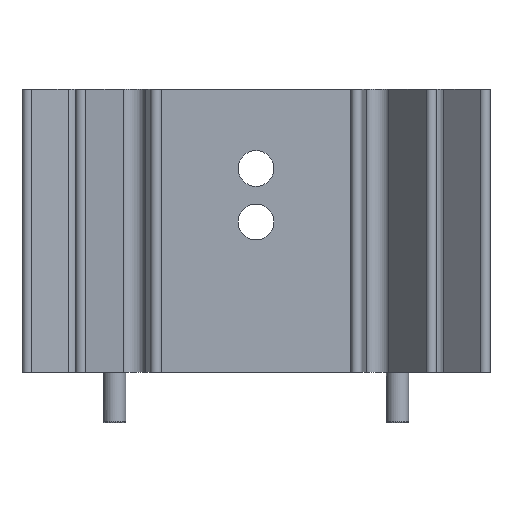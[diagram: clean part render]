
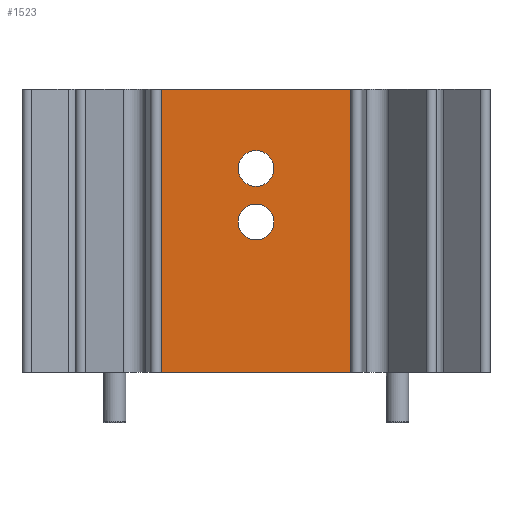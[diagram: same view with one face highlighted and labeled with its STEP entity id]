
A CAD part, front view. The second image highlights one B-rep face of the part: STEP entity #1523.
In plain terms, the highlighted planar face has unit normal (0, -1, 0).
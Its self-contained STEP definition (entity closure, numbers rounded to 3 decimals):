
#123=CARTESIAN_POINT('',(22.6,11.6,18.3));
#124=VERTEX_POINT('',#123);
#125=CARTESIAN_POINT('',(21.0,11.6,18.3));
#126=DIRECTION('',(0.0,1.0,0.0));
#127=DIRECTION('',(-1.0,0.0,0.0));
#128=AXIS2_PLACEMENT_3D('',#125,#126,#127);
#129=CIRCLE('',#128,1.6);
#130=EDGE_CURVE('',#124,#124,#129,.T.);
#151=CARTESIAN_POINT('',(22.6,11.6,13.5));
#152=VERTEX_POINT('',#151);
#153=CARTESIAN_POINT('',(21.0,11.6,13.5));
#154=DIRECTION('',(0.0,1.0,0.0));
#155=DIRECTION('',(-1.0,0.0,0.0));
#156=AXIS2_PLACEMENT_3D('',#153,#154,#155);
#157=CIRCLE('',#156,1.6);
#158=EDGE_CURVE('',#152,#152,#157,.T.);
#1461=CARTESIAN_POINT('',(29.5,11.6,25.4));
#1462=VERTEX_POINT('',#1461);
#1469=CARTESIAN_POINT('',(29.5,11.6,0.0));
#1470=VERTEX_POINT('',#1469);
#1471=CARTESIAN_POINT('',(29.5,11.6,0.0));
#1472=DIRECTION('',(0.0,0.0,1.0));
#1473=VECTOR('',#1472,25.4);
#1474=LINE('',#1471,#1473);
#1475=EDGE_CURVE('',#1470,#1462,#1474,.T.);
#1487=CARTESIAN_POINT('',(29.5,11.6,0.0));
#1488=DIRECTION('',(0.0,-1.0,0.0));
#1489=DIRECTION('',(0.0,0.0,-1.0));
#1490=AXIS2_PLACEMENT_3D('',#1487,#1488,#1489);
#1491=PLANE('',#1490);
#1492=CARTESIAN_POINT('',(12.5,11.6,25.4));
#1493=VERTEX_POINT('',#1492);
#1494=CARTESIAN_POINT('',(29.5,11.6,25.4));
#1495=DIRECTION('',(-1.0,0.0,0.0));
#1496=VECTOR('',#1495,17.0);
#1497=LINE('',#1494,#1496);
#1498=EDGE_CURVE('',#1462,#1493,#1497,.T.);
#1499=ORIENTED_EDGE('',*,*,#1498,.T.);
#1500=CARTESIAN_POINT('',(12.5,11.6,0.0));
#1501=VERTEX_POINT('',#1500);
#1502=CARTESIAN_POINT('',(12.5,11.6,0.0));
#1503=DIRECTION('',(0.0,0.0,1.0));
#1504=VECTOR('',#1503,25.4);
#1505=LINE('',#1502,#1504);
#1506=EDGE_CURVE('',#1501,#1493,#1505,.T.);
#1507=ORIENTED_EDGE('',*,*,#1506,.F.);
#1508=CARTESIAN_POINT('',(29.5,11.6,0.0));
#1509=DIRECTION('',(-1.0,0.0,0.0));
#1510=VECTOR('',#1509,17.0);
#1511=LINE('',#1508,#1510);
#1512=EDGE_CURVE('',#1470,#1501,#1511,.T.);
#1513=ORIENTED_EDGE('',*,*,#1512,.F.);
#1514=ORIENTED_EDGE('',*,*,#1475,.T.);
#1515=EDGE_LOOP('',(#1499,#1507,#1513,#1514));
#1516=FACE_OUTER_BOUND('',#1515,.T.);
#1517=ORIENTED_EDGE('',*,*,#158,.T.);
#1518=EDGE_LOOP('',(#1517));
#1519=FACE_BOUND('',#1518,.T.);
#1520=ORIENTED_EDGE('',*,*,#130,.T.);
#1521=EDGE_LOOP('',(#1520));
#1522=FACE_BOUND('',#1521,.T.);
#1523=ADVANCED_FACE('',(#1516,#1519,#1522),#1491,.T.);
